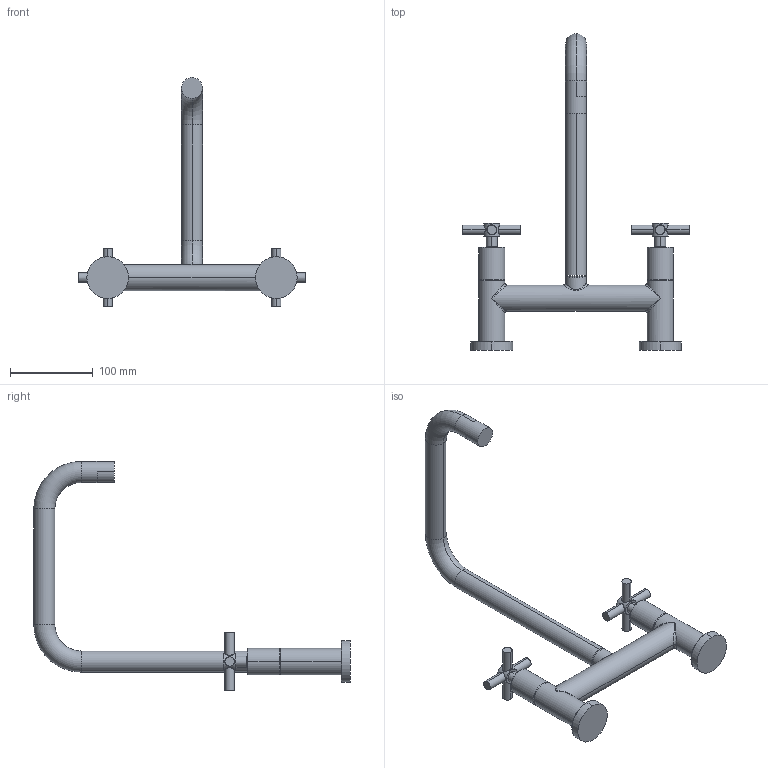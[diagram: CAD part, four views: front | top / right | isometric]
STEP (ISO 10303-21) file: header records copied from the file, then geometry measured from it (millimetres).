
FILE_DESCRIPTION((''),'2;1');
FILE_NAME('1400-5402_SW0001','2021-02-25T15:40:02',('rsmith'),(''),'CREO PARAMETRIC BY PTC INC, 2018400','CREO PARAMETRIC BY PTC INC, 2018400','');
FILE_SCHEMA(('AUTOMOTIVE_DESIGN { 1 0 10303 214 1 1 1 1 }'));
Length unit declared in the file: inch
Products named in the file (1): 1400-5402_SW0001
Bounding box: 273.05 x 381.48 x 276.23 mm (x, y, z)
Volume: 680756.9 mm3; surface area: 108258.4 mm2
Topology: 4 solids, 4 shells, 114 faces, 239 edges, 146 vertices
Faces by surface type: cylinder 56, plane 28, torus 12, bspline 10, cone 8
Entity records: 7061 total; most frequent: CARTESIAN_POINT 2595, DIRECTION 525, ORIENTED_EDGE 478, PRESENTATION_STYLE_ASSIGNMENT 357, STYLED_ITEM 243, CURVE_STYLE 239, EDGE_CURVE 239, AXIS2_PLACEMENT_3D 226
